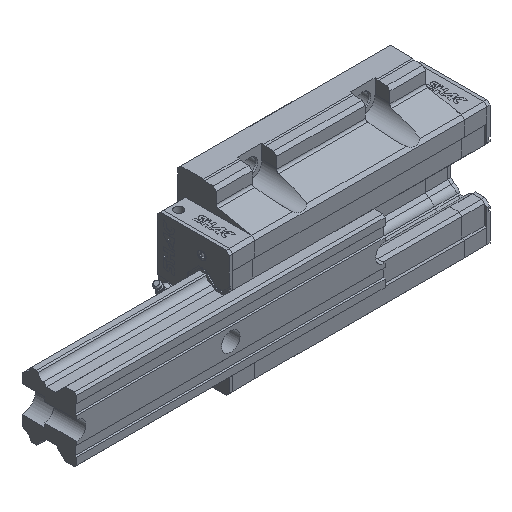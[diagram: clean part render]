
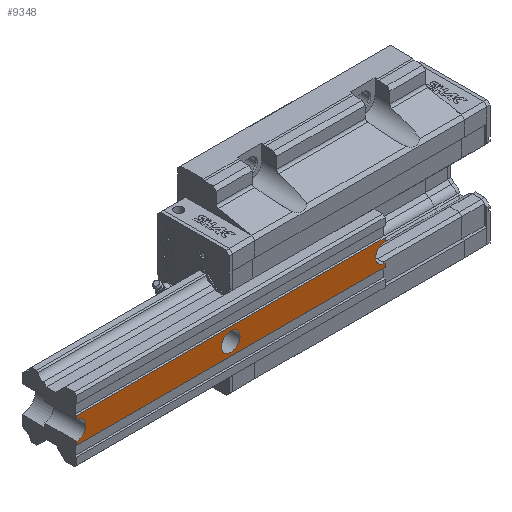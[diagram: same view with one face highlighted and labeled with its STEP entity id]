
A CAD part, isometric view. The second image highlights one B-rep face of the part: STEP entity #9348.
In plain terms, the highlighted planar face has unit normal (0, -1, 0).
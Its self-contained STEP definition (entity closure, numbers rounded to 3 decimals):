
#246=CIRCLE('',#9965,9.);
#247=CIRCLE('',#9966,9.);
#248=CIRCLE('',#9967,9.);
#524=ORIENTED_EDGE('',*,*,#3258,.F.);
#525=ORIENTED_EDGE('',*,*,#3259,.F.);
#526=ORIENTED_EDGE('',*,*,#3214,.F.);
#527=ORIENTED_EDGE('',*,*,#3260,.F.);
#528=ORIENTED_EDGE('',*,*,#3178,.F.);
#529=ORIENTED_EDGE('',*,*,#3261,.T.);
#530=ORIENTED_EDGE('',*,*,#3235,.T.);
#531=ORIENTED_EDGE('',*,*,#3262,.F.);
#532=ORIENTED_EDGE('',*,*,#3239,.T.);
#3178=EDGE_CURVE('',#4546,#4547,#5470,.T.);
#3214=EDGE_CURVE('',#4582,#4583,#5502,.T.);
#3235=EDGE_CURVE('',#4584,#4603,#5521,.T.);
#3239=EDGE_CURVE('',#4608,#4607,#5525,.T.);
#3258=EDGE_CURVE('',#4624,#4624,#246,.T.);
#3259=EDGE_CURVE('',#4583,#4607,#5542,.T.);
#3260=EDGE_CURVE('',#4547,#4582,#247,.T.);
#3261=EDGE_CURVE('',#4546,#4584,#5543,.T.);
#3262=EDGE_CURVE('',#4608,#4603,#248,.T.);
#4546=VERTEX_POINT('',#13334);
#4547=VERTEX_POINT('',#13336);
#4582=VERTEX_POINT('',#13407);
#4583=VERTEX_POINT('',#13409);
#4584=VERTEX_POINT('',#13413);
#4603=VERTEX_POINT('',#13450);
#4607=VERTEX_POINT('',#13459);
#4608=VERTEX_POINT('',#13461);
#4624=VERTEX_POINT('',#13498);
#5470=LINE('',#13335,#6586);
#5502=LINE('',#13408,#6618);
#5521=LINE('',#13451,#6637);
#5525=LINE('',#13460,#6641);
#5542=LINE('',#13499,#6658);
#5543=LINE('',#13501,#6659);
#6586=VECTOR('',#10710,1000.);
#6618=VECTOR('',#10752,1000.);
#6637=VECTOR('',#10777,1000.);
#6641=VECTOR('',#10783,1000.);
#6658=VECTOR('',#10810,1000.);
#6659=VECTOR('',#10813,1000.);
#7705=EDGE_LOOP('',(#524));
#7706=EDGE_LOOP('',(#525,#526,#527,#528,#529,#530,#531,#532));
#8317=FACE_BOUND('',#7705,.T.);
#8318=FACE_BOUND('',#7706,.T.);
#8929=PLANE('',#9964);
#9348=ADVANCED_FACE('',(#8317,#8318),#8929,.F.);
#9964=AXIS2_PLACEMENT_3D('',#13496,#10806,#10807);
#9965=AXIS2_PLACEMENT_3D('',#13497,#10808,#10809);
#9966=AXIS2_PLACEMENT_3D('',#13500,#10811,#10812);
#9967=AXIS2_PLACEMENT_3D('',#13502,#10814,#10815);
#10710=DIRECTION('',(0.,0.,-1.));
#10752=DIRECTION('',(0.,0.,-1.));
#10777=DIRECTION('',(0.,0.,-1.));
#10783=DIRECTION('',(0.,0.,-1.));
#10806=DIRECTION('',(0.,1.,0.));
#10807=DIRECTION('',(0.,0.,1.));
#10808=DIRECTION('',(0.,-1.,0.));
#10809=DIRECTION('',(0.,0.,-1.));
#10810=DIRECTION('',(-1.,0.,0.));
#10811=DIRECTION('',(0.,-1.,0.));
#10812=DIRECTION('',(0.,0.,-1.));
#10813=DIRECTION('',(-1.,0.,0.));
#10814=DIRECTION('',(0.,-1.,0.));
#10815=DIRECTION('',(0.,0.,-1.));
#13334=CARTESIAN_POINT('',(150.,0.,12.5));
#13335=CARTESIAN_POINT('',(150.,0.,29.5));
#13336=CARTESIAN_POINT('',(150.,0.,9.));
#13407=CARTESIAN_POINT('',(150.,0.,-9.));
#13408=CARTESIAN_POINT('',(150.,0.,29.5));
#13409=CARTESIAN_POINT('',(150.,0.,-12.5));
#13413=CARTESIAN_POINT('',(-150.,0.,12.5));
#13450=CARTESIAN_POINT('',(-150.,0.,9.));
#13451=CARTESIAN_POINT('',(-150.,0.,29.5));
#13459=CARTESIAN_POINT('',(-150.,0.,-12.5));
#13460=CARTESIAN_POINT('',(-150.,0.,29.5));
#13461=CARTESIAN_POINT('',(-150.,0.,-9.));
#13496=CARTESIAN_POINT('',(150.,0.,29.5));
#13497=CARTESIAN_POINT('',(0.,0.,0.));
#13498=CARTESIAN_POINT('',(0.,0.,-9.));
#13499=CARTESIAN_POINT('',(150.,0.,-12.5));
#13500=CARTESIAN_POINT('',(150.,0.,0.));
#13501=CARTESIAN_POINT('',(150.,0.,12.5));
#13502=CARTESIAN_POINT('',(-150.,0.,0.));
